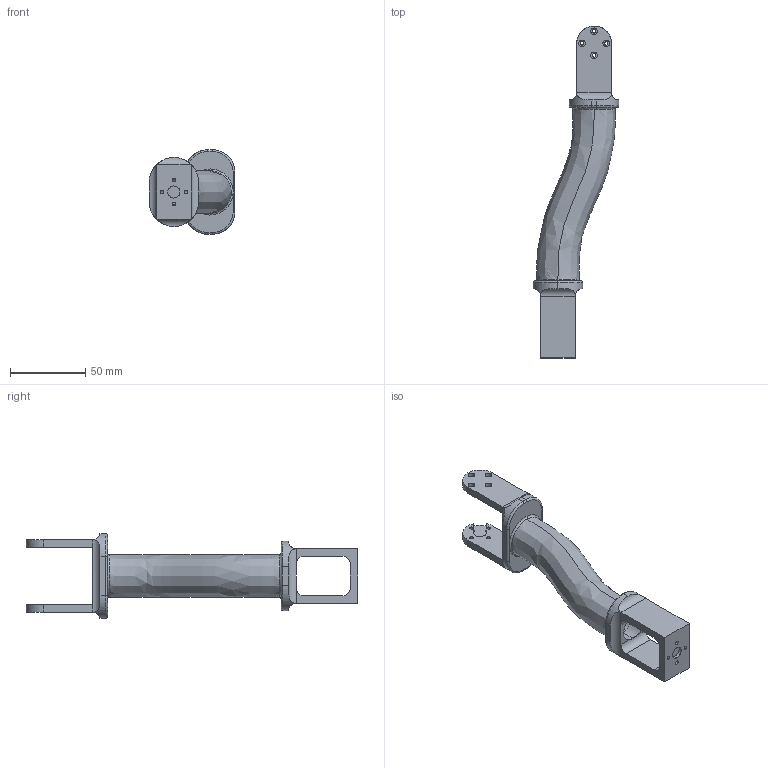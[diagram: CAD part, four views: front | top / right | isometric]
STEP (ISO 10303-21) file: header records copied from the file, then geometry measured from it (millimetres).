
FILE_DESCRIPTION (( 'STEP AP203' ), '1' );
FILE_NAME ('S3_Conector.STEP', '2024-06-13T15:10:18', ( '' ), ( '' ), 'SwSTEP 2.0', 'SolidWorks 2024', '' );
FILE_SCHEMA (( 'CONFIG_CONTROL_DESIGN' ));
Length unit declared in the file: millimetre
Products named in the file (1): S3_Conector
Bounding box: 57 x 220 x 56 mm (x, y, z)
Volume: 84785.1 mm3; surface area: 35356.8 mm2
Topology: 1 solids, 1 shells, 138 faces, 357 edges, 226 vertices
Faces by surface type: cylinder 77, plane 45, bspline 8, torus 8
Entity records: 8594 total; most frequent: CARTESIAN_POINT 5104, DIRECTION 721, ORIENTED_EDGE 714, EDGE_CURVE 357, AXIS2_PLACEMENT_3D 283, VERTEX_POINT 226, EDGE_LOOP 171, LINE 155
